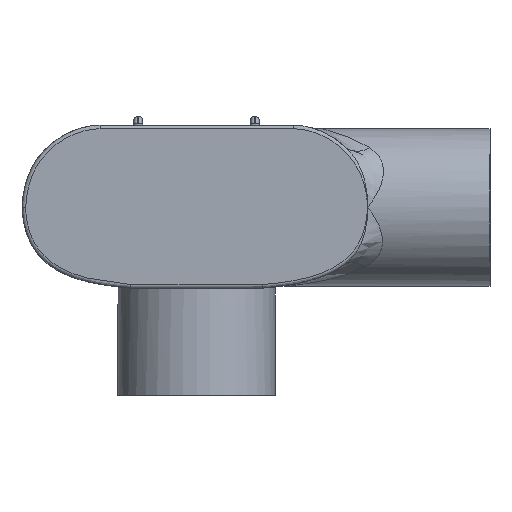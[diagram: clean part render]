
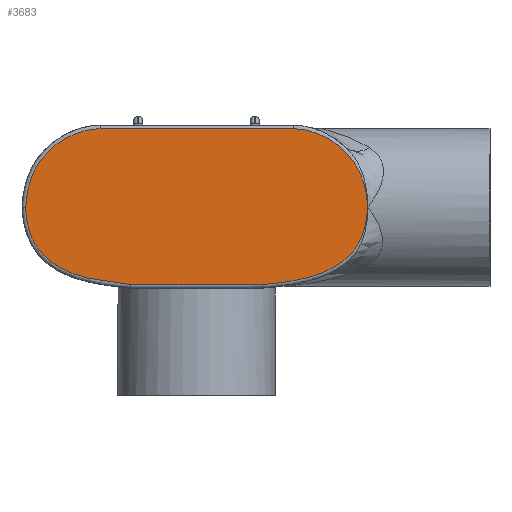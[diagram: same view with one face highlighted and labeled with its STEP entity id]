
A CAD part, left-side view. The second image highlights one B-rep face of the part: STEP entity #3683.
In plain terms, the highlighted planar face has unit normal (-1, 0, 0).
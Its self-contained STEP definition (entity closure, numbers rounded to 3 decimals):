
#294=B_SPLINE_CURVE_WITH_KNOTS('',3,(#7744,#7745,#7746,#7747),
 .UNSPECIFIED.,.F.,.F.,(4,4),(-0.002,-0.002),
 .UNSPECIFIED.);
#320=B_SPLINE_CURVE_WITH_KNOTS('',3,(#8443,#8444,#8445,#8446,#8447,#8448,
#8449,#8450,#8451),.UNSPECIFIED.,.F.,.F.,(4,1,1,1,1,1,4),(-2.045,
-1.753,-1.46,-1.168,-0.876,
-0.584,-0.002),.UNSPECIFIED.);
#324=B_SPLINE_CURVE_WITH_KNOTS('',3,(#8619,#8620,#8621,#8622,#8623,#8624,
#8625),.UNSPECIFIED.,.F.,.F.,(4,1,2,4),(-1.676,-1.224,
-0.545,-0.002),.UNSPECIFIED.);
#326=B_SPLINE_CURVE_WITH_KNOTS('',3,(#8680,#8681,#8682,#8683,#8684,#8685,
#8686,#8687,#8688),.UNSPECIFIED.,.F.,.F.,(4,1,1,1,1,1,4),(-2.045,
-1.754,-1.169,-0.877,-0.585,
-0.292,-0.002),.UNSPECIFIED.);
#328=B_SPLINE_CURVE_WITH_KNOTS('',3,(#8783,#8784,#8785,#8786,#8787,#8788,
#8789,#8790),.UNSPECIFIED.,.F.,.F.,(4,2,1,1,4),(-1.675,-1.131,
-0.679,-0.226,0.),.UNSPECIFIED.);
#533=FACE_OUTER_BOUND('',#747,.T.);
#747=EDGE_LOOP('',(#2936,#2937,#2938,#2939,#2940,#2941,#2942));
#1055=LINE('',#8733,#1291);
#1057=LINE('',#8739,#1293);
#1291=VECTOR('',#4434,10.);
#1293=VECTOR('',#4440,10.);
#1629=VERTEX_POINT('',#7509);
#1632=VERTEX_POINT('',#7590);
#1659=VERTEX_POINT('',#8442);
#1662=VERTEX_POINT('',#8617);
#1663=VERTEX_POINT('',#8671);
#1664=VERTEX_POINT('',#8679);
#1666=VERTEX_POINT('',#8737);
#2072=EDGE_CURVE('',#1632,#1629,#294,.T.);
#2116=EDGE_CURVE('',#1629,#1659,#320,.T.);
#2123=EDGE_CURVE('',#1662,#1632,#324,.T.);
#2125=EDGE_CURVE('',#1663,#1664,#326,.T.);
#2127=EDGE_CURVE('',#1659,#1663,#1055,.T.);
#2130=EDGE_CURVE('',#1666,#1662,#1057,.T.);
#2134=EDGE_CURVE('',#1664,#1666,#328,.T.);
#2936=ORIENTED_EDGE('',*,*,#2125,.F.);
#2937=ORIENTED_EDGE('',*,*,#2127,.F.);
#2938=ORIENTED_EDGE('',*,*,#2116,.F.);
#2939=ORIENTED_EDGE('',*,*,#2072,.F.);
#2940=ORIENTED_EDGE('',*,*,#2123,.F.);
#2941=ORIENTED_EDGE('',*,*,#2130,.F.);
#2942=ORIENTED_EDGE('',*,*,#2134,.F.);
#3541=PLANE('',#3939);
#3683=ADVANCED_FACE('',(#533),#3541,.T.);
#3939=AXIS2_PLACEMENT_3D('',#8800,#4446,#4447);
#4434=DIRECTION('',(0.,1.,0.));
#4440=DIRECTION('',(0.,-1.,0.));
#4446=DIRECTION('center_axis',(-1.,0.,0.));
#4447=DIRECTION('ref_axis',(0.,0.,-1.));
#7509=CARTESIAN_POINT('',(0.,-3.9,-11.5));
#7590=CARTESIAN_POINT('',(0.,-3.9,-11.5));
#7744=CARTESIAN_POINT('Ctrl Pts',(0.,-3.9,
-11.5));
#7745=CARTESIAN_POINT('Ctrl Pts',(0.,-3.9,
-11.5));
#7746=CARTESIAN_POINT('Ctrl Pts',(0.,-3.9,
-11.5));
#7747=CARTESIAN_POINT('Ctrl Pts',(0.,-3.9,
-11.5));
#8442=CARTESIAN_POINT('',(0.,10.792,-22.27));
#8443=CARTESIAN_POINT('Ctrl Pts',(0.,-3.9,
-11.5));
#8444=CARTESIAN_POINT('Ctrl Pts',(0.,-3.865,
-12.473));
#8445=CARTESIAN_POINT('Ctrl Pts',(0.,-3.62,
-14.416));
#8446=CARTESIAN_POINT('Ctrl Pts',(0.,-2.453,
-17.142));
#8447=CARTESIAN_POINT('Ctrl Pts',(0.,-0.378,
-19.265));
#8448=CARTESIAN_POINT('Ctrl Pts',(0.,2.219,
-20.65));
#8449=CARTESIAN_POINT('Ctrl Pts',(0.,5.95,
-21.783));
#8450=CARTESIAN_POINT('Ctrl Pts',(0.,8.856,
-22.127));
#8451=CARTESIAN_POINT('Ctrl Pts',(0.,10.792,
-22.27));
#8617=CARTESIAN_POINT('',(0.,6.5,-0.5));
#8619=CARTESIAN_POINT('Ctrl Pts',(0.,6.5,
-0.5));
#8620=CARTESIAN_POINT('Ctrl Pts',(0.,4.992,
-0.5));
#8621=CARTESIAN_POINT('Ctrl Pts',(0.,1.278,
-1.548));
#8622=CARTESIAN_POINT('Ctrl Pts',(0.,-1.596,
-4.237));
#8623=CARTESIAN_POINT('Ctrl Pts',(0.,-3.452,
-7.879));
#8624=CARTESIAN_POINT('Ctrl Pts',(0.,-3.834,
-9.69));
#8625=CARTESIAN_POINT('Ctrl Pts',(0.,-3.9,
-11.5));
#8671=CARTESIAN_POINT('',(0.,29.208,-22.27));
#8679=CARTESIAN_POINT('',(0.,43.9,-11.5));
#8680=CARTESIAN_POINT('Ctrl Pts',(0.,29.208,
-22.27));
#8681=CARTESIAN_POINT('Ctrl Pts',(0.,30.174,
-22.199));
#8682=CARTESIAN_POINT('Ctrl Pts',(0.,33.069,
-21.906));
#8683=CARTESIAN_POINT('Ctrl Pts',(0.,36.916,
-21.104));
#8684=CARTESIAN_POINT('Ctrl Pts',(0.,40.388,
-19.261));
#8685=CARTESIAN_POINT('Ctrl Pts',(0.,42.46,
-17.13));
#8686=CARTESIAN_POINT('Ctrl Pts',(0.,43.622,
-14.408));
#8687=CARTESIAN_POINT('Ctrl Pts',(0.,43.865,
-12.468));
#8688=CARTESIAN_POINT('Ctrl Pts',(0.,43.9,
-11.5));
#8733=CARTESIAN_POINT('',(0.,24.613,-22.27));
#8737=CARTESIAN_POINT('',(0.,33.5,-0.5));
#8739=CARTESIAN_POINT('',(0.,20.,-0.5));
#8783=CARTESIAN_POINT('Ctrl Pts',(0.,43.9,
-11.5));
#8784=CARTESIAN_POINT('Ctrl Pts',(0.,43.834,
-9.69));
#8785=CARTESIAN_POINT('Ctrl Pts',(0.,43.449,
-7.878));
#8786=CARTESIAN_POINT('Ctrl Pts',(0.,41.947,
-4.911));
#8787=CARTESIAN_POINT('Ctrl Pts',(0.,39.934,
-2.583));
#8788=CARTESIAN_POINT('Ctrl Pts',(0.,36.512,
-0.829));
#8789=CARTESIAN_POINT('Ctrl Pts',(0.,34.254,
-0.5));
#8790=CARTESIAN_POINT('Ctrl Pts',(0.,33.5,
-0.5));
#8800=CARTESIAN_POINT('Origin',(0.,20.,-11.017));
